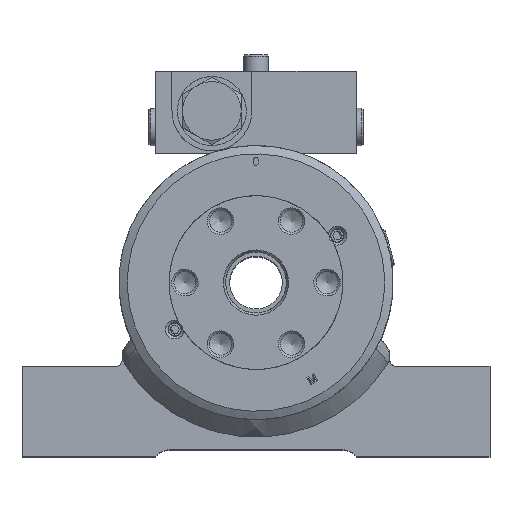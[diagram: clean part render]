
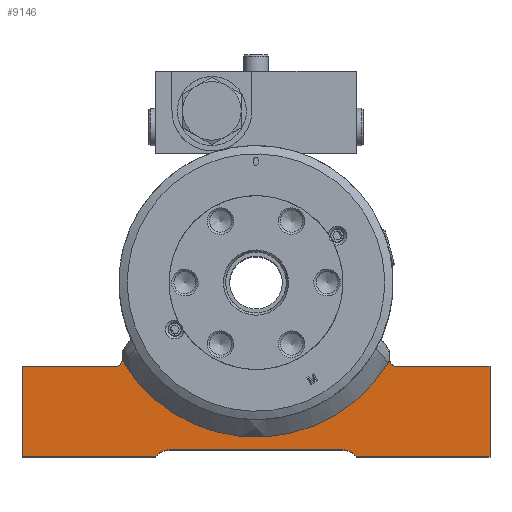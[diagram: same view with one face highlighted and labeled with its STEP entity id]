
A CAD part, top view. The second image highlights one B-rep face of the part: STEP entity #9146.
In plain terms, the highlighted free-form (B-spline) face has degree [1, 1] with [2, 2] control points.
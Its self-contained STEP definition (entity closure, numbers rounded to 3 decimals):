
#8826 = VERTEX_POINT('',#8827);
#8827 = CARTESIAN_POINT('',(-111.173,-82.585,
    194.282));
#8832 = EDGE_CURVE('',#8826,#8833,#8835,.T.);
#8833 = VERTEX_POINT('',#8834);
#8834 = CARTESIAN_POINT('',(-111.173,-39.705,
    194.282));
#8835 = B_SPLINE_CURVE_WITH_KNOTS('',1,(#8836,#8837),.UNSPECIFIED.,.F.,
  .F.,(2,2),(3.81,38.1),.PIECEWISE_BEZIER_KNOTS.);
#8836 = CARTESIAN_POINT('',(-111.173,-82.585,
    194.282));
#8837 = CARTESIAN_POINT('',(-111.173,-39.705,
    194.282));
#8862 = VERTEX_POINT('',#8863);
#8863 = CARTESIAN_POINT('',(-63.527,-34.94,
    194.282));
#8868 = EDGE_CURVE('',#8862,#8869,#8871,.T.);
#8869 = VERTEX_POINT('',#8870);
#8870 = CARTESIAN_POINT('',(-52.675,-34.94,
    194.282));
#8871 = B_SPLINE_CURVE_WITH_KNOTS('',1,(#8872,#8873),.UNSPECIFIED.,.F.,
  .F.,(2,2),(38.1,46.778),.PIECEWISE_BEZIER_KNOTS.);
#8872 = CARTESIAN_POINT('',(-63.527,-34.94,
    194.282));
#8873 = CARTESIAN_POINT('',(-52.675,-34.94,
    194.282));
#8898 = VERTEX_POINT('',#8899);
#8899 = CARTESIAN_POINT('',(52.675,-34.94,
    194.282));
#8904 = EDGE_CURVE('',#8869,#8898,#8905,.T.);
#8905 = ( BOUNDED_CURVE() B_SPLINE_CURVE(2,(#8906,#8907,#8908),
.UNSPECIFIED.,.F.,.F.) B_SPLINE_CURVE_WITH_KNOTS((3,3),(3.727,
5.698),.PIECEWISE_BEZIER_KNOTS.) CURVE() 
GEOMETRIC_REPRESENTATION_ITEM() RATIONAL_B_SPLINE_CURVE((1.,
0.553,1.)) REPRESENTATION_ITEM('') );
#8906 = CARTESIAN_POINT('',(-52.675,-34.94,
    194.282));
#8907 = CARTESIAN_POINT('',(0.,-114.352,
    194.282));
#8908 = CARTESIAN_POINT('',(52.675,-34.94,
    194.282));
#8920 = EDGE_CURVE('',#8898,#8921,#8923,.T.);
#8921 = VERTEX_POINT('',#8922);
#8922 = CARTESIAN_POINT('',(63.527,-34.94,
    194.282));
#8923 = B_SPLINE_CURVE_WITH_KNOTS('',1,(#8924,#8925),.UNSPECIFIED.,.F.,
  .F.,(2,2),(0.,8.678),.PIECEWISE_BEZIER_KNOTS.);
#8924 = CARTESIAN_POINT('',(52.675,-34.94,
    194.282));
#8925 = CARTESIAN_POINT('',(63.527,-34.94,
    194.282));
#8948 = EDGE_CURVE('',#8949,#8951,#8953,.T.);
#8949 = VERTEX_POINT('',#8950);
#8950 = CARTESIAN_POINT('',(111.173,-39.705,
    194.282));
#8951 = VERTEX_POINT('',#8952);
#8952 = CARTESIAN_POINT('',(111.173,-82.585,
    194.282));
#8953 = B_SPLINE_CURVE_WITH_KNOTS('',1,(#8954,#8955),.UNSPECIFIED.,.F.,
  .F.,(2,2),(3.81,38.1),.PIECEWISE_BEZIER_KNOTS.);
#8954 = CARTESIAN_POINT('',(111.173,-39.705,
    194.282));
#8955 = CARTESIAN_POINT('',(111.173,-82.585,
    194.282));
#8987 = VERTEX_POINT('',#8988);
#8988 = CARTESIAN_POINT('',(41.293,-79.409,
    194.282));
#8993 = EDGE_CURVE('',#8994,#8987,#8996,.T.);
#8994 = VERTEX_POINT('',#8995);
#8995 = CARTESIAN_POINT('',(47.645,-82.585,
    194.282));
#8996 = ( BOUNDED_CURVE() B_SPLINE_CURVE(2,(#8997,#8998,#8999),
.UNSPECIFIED.,.F.,.F.) B_SPLINE_CURVE_WITH_KNOTS((3,3),(0.644,
1.571),.PIECEWISE_BEZIER_KNOTS.) CURVE() 
GEOMETRIC_REPRESENTATION_ITEM() RATIONAL_B_SPLINE_CURVE((1.,0.894,
1.)) REPRESENTATION_ITEM('') );
#8997 = CARTESIAN_POINT('',(47.645,-82.585,
    194.282));
#8998 = CARTESIAN_POINT('',(45.263,-79.409,
    194.282));
#8999 = CARTESIAN_POINT('',(41.293,-79.409,
    194.282));
#9024 = EDGE_CURVE('',#9025,#8987,#9027,.T.);
#9025 = VERTEX_POINT('',#9026);
#9026 = CARTESIAN_POINT('',(-41.293,-79.409,
    194.282));
#9027 = B_SPLINE_CURVE_WITH_KNOTS('',1,(#9028,#9029),.UNSPECIFIED.,.F.,
  .F.,(2,2),(0.,66.04),.PIECEWISE_BEZIER_KNOTS.);
#9028 = CARTESIAN_POINT('',(-41.293,-79.409,
    194.282));
#9029 = CARTESIAN_POINT('',(41.293,-79.409,
    194.282));
#9062 = VERTEX_POINT('',#9063);
#9063 = CARTESIAN_POINT('',(-47.645,-82.585,
    194.282));
#9068 = EDGE_CURVE('',#9025,#9062,#9069,.T.);
#9069 = ( BOUNDED_CURVE() B_SPLINE_CURVE(2,(#9070,#9071,#9072),
.UNSPECIFIED.,.F.,.F.) B_SPLINE_CURVE_WITH_KNOTS((3,3),(1.571,
2.498),.PIECEWISE_BEZIER_KNOTS.) CURVE() 
GEOMETRIC_REPRESENTATION_ITEM() RATIONAL_B_SPLINE_CURVE((1.,0.894,
1.)) REPRESENTATION_ITEM('') );
#9070 = CARTESIAN_POINT('',(-41.293,-79.409,
    194.282));
#9071 = CARTESIAN_POINT('',(-45.263,-79.409,
    194.282));
#9072 = CARTESIAN_POINT('',(-47.645,-82.585,
    194.282));
#9146 = ADVANCED_FACE('',(#9147),#9207,.T.);
#9147 = FACE_BOUND('',#9148,.T.);
#9148 = EDGE_LOOP('',(#9149,#9154,#9155,#9162,#9170,#9175,#9176,#9177,
    #9178,#9185,#9193,#9198,#9199,#9204,#9205,#9206));
#9149 = ORIENTED_EDGE('',*,*,#9150,.F.);
#9150 = EDGE_CURVE('',#8951,#8994,#9151,.T.);
#9151 = B_SPLINE_CURVE_WITH_KNOTS('',1,(#9152,#9153),.UNSPECIFIED.,.F.,
  .F.,(2,2),(-88.9,-38.1),.PIECEWISE_BEZIER_KNOTS.);
#9152 = CARTESIAN_POINT('',(111.173,-82.585,
    194.282));
#9153 = CARTESIAN_POINT('',(47.645,-82.585,
    194.282));
#9154 = ORIENTED_EDGE('',*,*,#8948,.F.);
#9155 = ORIENTED_EDGE('',*,*,#9156,.F.);
#9156 = EDGE_CURVE('',#9157,#8949,#9159,.T.);
#9157 = VERTEX_POINT('',#9158);
#9158 = CARTESIAN_POINT('',(66.505,-39.705,
    194.282));
#9159 = B_SPLINE_CURVE_WITH_KNOTS('',1,(#9160,#9161),.UNSPECIFIED.,.F.,
  .F.,(2,2),(0.,35.719),.PIECEWISE_BEZIER_KNOTS.);
#9160 = CARTESIAN_POINT('',(66.505,-39.705,
    194.282));
#9161 = CARTESIAN_POINT('',(111.173,-39.705,
    194.282));
#9162 = ORIENTED_EDGE('',*,*,#9163,.T.);
#9163 = EDGE_CURVE('',#9157,#9164,#9166,.T.);
#9164 = VERTEX_POINT('',#9165);
#9165 = CARTESIAN_POINT('',(63.527,-36.727,
    194.282));
#9166 = ( BOUNDED_CURVE() B_SPLINE_CURVE(2,(#9167,#9168,#9169),
.UNSPECIFIED.,.F.,.F.) B_SPLINE_CURVE_WITH_KNOTS((3,3),(4.712,
6.283),.PIECEWISE_BEZIER_KNOTS.) CURVE() 
GEOMETRIC_REPRESENTATION_ITEM() RATIONAL_B_SPLINE_CURVE((1.,
0.707,1.)) REPRESENTATION_ITEM('') );
#9167 = CARTESIAN_POINT('',(66.505,-39.705,
    194.282));
#9168 = CARTESIAN_POINT('',(63.527,-39.705,
    194.282));
#9169 = CARTESIAN_POINT('',(63.527,-36.727,
    194.282));
#9170 = ORIENTED_EDGE('',*,*,#9171,.F.);
#9171 = EDGE_CURVE('',#8921,#9164,#9172,.T.);
#9172 = B_SPLINE_CURVE_WITH_KNOTS('',1,(#9173,#9174),.UNSPECIFIED.,.F.,
  .F.,(2,2),(27.94,29.369),.PIECEWISE_BEZIER_KNOTS.);
#9173 = CARTESIAN_POINT('',(63.527,-34.94,
    194.282));
#9174 = CARTESIAN_POINT('',(63.527,-36.727,
    194.282));
#9175 = ORIENTED_EDGE('',*,*,#8920,.F.);
#9176 = ORIENTED_EDGE('',*,*,#8904,.F.);
#9177 = ORIENTED_EDGE('',*,*,#8868,.F.);
#9178 = ORIENTED_EDGE('',*,*,#9179,.F.);
#9179 = EDGE_CURVE('',#9180,#8862,#9182,.T.);
#9180 = VERTEX_POINT('',#9181);
#9181 = CARTESIAN_POINT('',(-63.527,-36.727,
    194.282));
#9182 = B_SPLINE_CURVE_WITH_KNOTS('',1,(#9183,#9184),.UNSPECIFIED.,.F.,
  .F.,(2,2),(0.,1.429),.PIECEWISE_BEZIER_KNOTS.);
#9183 = CARTESIAN_POINT('',(-63.527,-36.727,
    194.282));
#9184 = CARTESIAN_POINT('',(-63.527,-34.94,
    194.282));
#9185 = ORIENTED_EDGE('',*,*,#9186,.T.);
#9186 = EDGE_CURVE('',#9180,#9187,#9189,.T.);
#9187 = VERTEX_POINT('',#9188);
#9188 = CARTESIAN_POINT('',(-66.505,-39.705,
    194.282));
#9189 = ( BOUNDED_CURVE() B_SPLINE_CURVE(2,(#9190,#9191,#9192),
.UNSPECIFIED.,.F.,.F.) B_SPLINE_CURVE_WITH_KNOTS((3,3),(3.142,
4.712),.PIECEWISE_BEZIER_KNOTS.) CURVE() 
GEOMETRIC_REPRESENTATION_ITEM() RATIONAL_B_SPLINE_CURVE((1.,
0.707,1.)) REPRESENTATION_ITEM('') );
#9190 = CARTESIAN_POINT('',(-63.527,-36.727,
    194.282));
#9191 = CARTESIAN_POINT('',(-63.527,-39.705,
    194.282));
#9192 = CARTESIAN_POINT('',(-66.505,-39.705,
    194.282));
#9193 = ORIENTED_EDGE('',*,*,#9194,.T.);
#9194 = EDGE_CURVE('',#9187,#8833,#9195,.T.);
#9195 = B_SPLINE_CURVE_WITH_KNOTS('',1,(#9196,#9197),.UNSPECIFIED.,.F.,
  .F.,(2,2),(0.,35.719),.PIECEWISE_BEZIER_KNOTS.);
#9196 = CARTESIAN_POINT('',(-66.505,-39.705,
    194.282));
#9197 = CARTESIAN_POINT('',(-111.173,-39.705,
    194.282));
#9198 = ORIENTED_EDGE('',*,*,#8832,.F.);
#9199 = ORIENTED_EDGE('',*,*,#9200,.F.);
#9200 = EDGE_CURVE('',#9062,#8826,#9201,.T.);
#9201 = B_SPLINE_CURVE_WITH_KNOTS('',1,(#9202,#9203),.UNSPECIFIED.,.F.,
  .F.,(2,2),(38.1,88.9),.PIECEWISE_BEZIER_KNOTS.);
#9202 = CARTESIAN_POINT('',(-47.645,-82.585,
    194.282));
#9203 = CARTESIAN_POINT('',(-111.173,-82.585,
    194.282));
#9204 = ORIENTED_EDGE('',*,*,#9068,.F.);
#9205 = ORIENTED_EDGE('',*,*,#9024,.T.);
#9206 = ORIENTED_EDGE('',*,*,#8993,.F.);
#9207 = B_SPLINE_SURFACE_WITH_KNOTS('',1,1,(
    (#9208,#9209)
    ,(#9210,#9211
    )),.UNSPECIFIED.,.F.,.F.,.F.,(2,2),(2,2),(-88.9,88.9),(-66.04,-27.94
    ),.PIECEWISE_BEZIER_KNOTS.);
#9208 = CARTESIAN_POINT('',(-111.173,-82.585,
    194.282));
#9209 = CARTESIAN_POINT('',(-111.173,-34.94,
    194.282));
#9210 = CARTESIAN_POINT('',(111.173,-82.585,
    194.282));
#9211 = CARTESIAN_POINT('',(111.173,-34.94,
    194.282));
